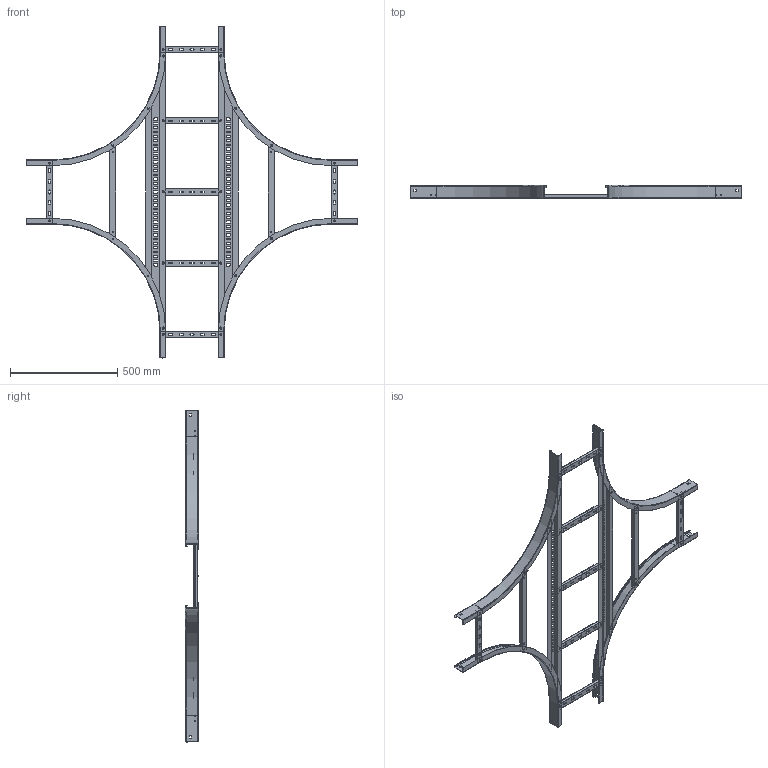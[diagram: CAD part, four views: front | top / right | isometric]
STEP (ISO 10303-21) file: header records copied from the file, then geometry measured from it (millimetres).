
FILE_DESCRIPTION (( 'STEP AP214' ), '1' );
FILE_NAME ('6214452.STEP', '2020-05-08T11:42:46', ( '' ), ( '' ), 'SwSTEP 2.0', 'SolidWorks 2018', '' );
FILE_SCHEMA (( 'AUTOMOTIVE_DESIGN' ));
Length unit declared in the file: millimetre
Products named in the file (10): 131591_60_27_R500; 131594_NB0300; KTS 14.041-005_3.00mm; 6214452; 131595_NB0300; KTS 14.041-005_3.5mm; 131571_L=295 (NB=300)
Assembly tree (39 placements, depth 2):
  6214452
    131591_60_27_R500
    131591_60_27_R500
    131591_60_27_R500
    131591_60_27_R500
    131594_NB0300  x2
    131571_L=295 (NB=300)  x7
    131595_NB0300  x2
    KTS 14.041-005_3.00mm  x14
    KTS 14.041-005_3.5mm  x10
Bounding box: 1550 x 61.6 x 1550 mm (x, y, z)
Volume: 1417652 mm3; surface area: 1767654.3 mm2
Topology: 39 solids, 39 shells, 1730 faces, 4596 edges, 2968 vertices
Faces by surface type: plane 848, cylinder 702, torus 112, cone 48, bspline 20
Entity records: 26158 total; most frequent: CARTESIAN_POINT 5024, DIRECTION 4052, ORIENTED_EDGE 3904, EDGE_CURVE 1952, AXIS2_PLACEMENT_3D 1400, VERTEX_POINT 1264, LINE 1252, VECTOR 1252
